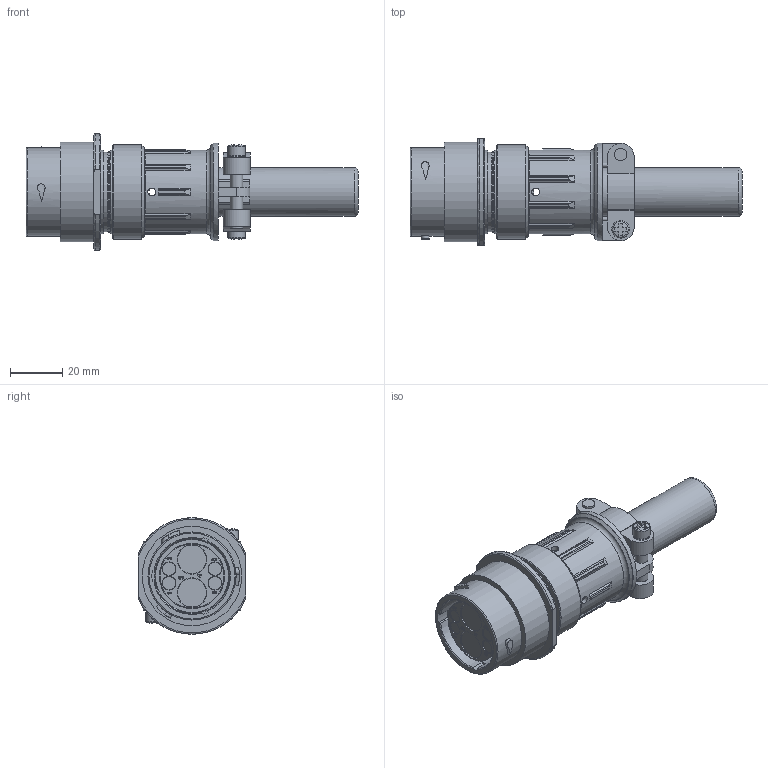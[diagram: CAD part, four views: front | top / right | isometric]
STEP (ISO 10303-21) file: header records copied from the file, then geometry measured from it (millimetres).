
FILE_DESCRIPTION(/* description */ ('STEP AP214'),/* implementation_level */ '2;1');
FILE_NAME(/* name */ 'AHDM04-18-06PN-059',/* time_stamp */ '2023-01-23T14:59:42+01:00',/* author */ ('License CC BY-ND 4.0'),/* organization */ ('CADENAS'),/* preprocessor_version */ 'ST-DEVELOPER v18.102',/* originating_system */ 'PARTsolutions',/* authorisation */ ' ');
FILE_SCHEMA (('AUTOMOTIVE_DESIGN {1 0 10303 214 3 1 1}'));
Length unit declared in the file: millimetre
Products named in the file (3): AHDM04-18-06PN-059; AHDMBS-18-059; AHDM04-18-06PN
Assembly tree (2 placements, depth 2):
  AHDM04-18-06PN-059
    AHDMBS-18-059
    AHDM04-18-06PN
Bounding box: 127.15 x 41.1 x 44.6 mm (x, y, z)
Volume: 70717.8 mm3; surface area: 27429.2 mm2
Topology: 2 solids, 2 shells, 492 faces, 1232 edges, 807 vertices
Faces by surface type: plane 280, cylinder 139, torus 40, cone 31, sphere 2
Full cylindrical faces by diameter (mm): 3 x4, 4.3 x4, 4.8 x6, 5 x4, 6.475 x2, 6.7 x2, 8.13 x2, 11 x2, 11.3 x2, 15.9 x1, 18.7 x1, 24.8 x1, 24.9 x1, 28.7 x2, 30.34 x1, 30.376 x1, 30.74 x1, 32 x1, 32.06 x1, 32.1 x1, 33.75 x1, 36 x1, 37.3 x1, 38.1 x1
Entity records: 17855 total; most frequent: CARTESIAN_POINT 2844, DIRECTION 2398, ORIENTED_EDGE 2242, EDGE_CURVE 1121, AXIS2_PLACEMENT_3D 879, VERTEX_POINT 789, EDGE_LOOP 664, FACE_BOUND 664
